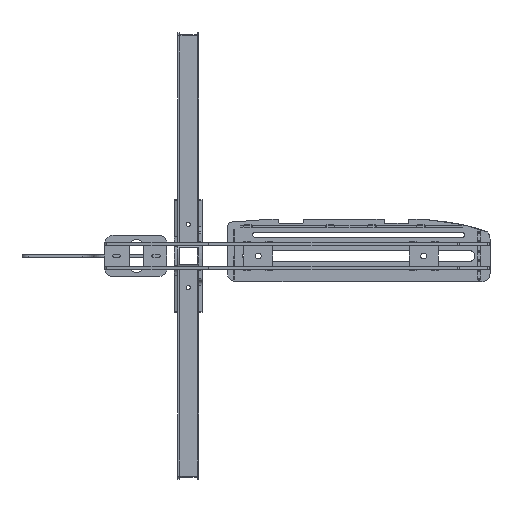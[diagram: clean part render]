
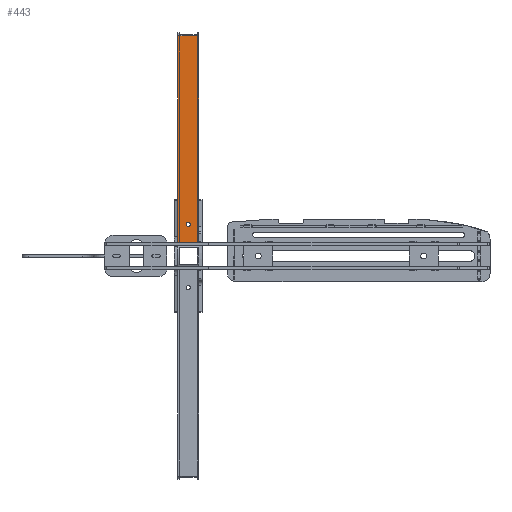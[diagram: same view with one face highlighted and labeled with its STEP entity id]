
A CAD part, left-side view. The second image highlights one B-rep face of the part: STEP entity #443.
In plain terms, the highlighted free-form (B-spline) face has degree [1, 1] with [2, 2] control points.
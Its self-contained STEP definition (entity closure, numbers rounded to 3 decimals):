
#230 = VERTEX_POINT('',#231);
#231 = CARTESIAN_POINT('',(-10.415,23.608,
    221.742));
#239 = EDGE_CURVE('',#240,#230,#242,.T.);
#240 = VERTEX_POINT('',#241);
#241 = CARTESIAN_POINT('',(-10.415,2.777,
    221.742));
#242 = B_SPLINE_CURVE_WITH_KNOTS('',1,(#243,#244),.UNSPECIFIED.,.F.,.F.,
  (2,2),(0.,15.),.PIECEWISE_BEZIER_KNOTS.);
#243 = CARTESIAN_POINT('',(-10.415,2.777,
    221.742));
#244 = CARTESIAN_POINT('',(-10.415,23.608,
    221.742));
#443 = ADVANCED_FACE('',(#444,#466),#480,.T.);
#444 = FACE_BOUND('',#445,.T.);
#445 = EDGE_LOOP('',(#446,#447,#454,#461));
#446 = ORIENTED_EDGE('',*,*,#239,.T.);
#447 = ORIENTED_EDGE('',*,*,#448,.F.);
#448 = EDGE_CURVE('',#449,#230,#451,.T.);
#449 = VERTEX_POINT('',#450);
#450 = CARTESIAN_POINT('',(-10.415,23.608,
    10.415));
#451 = B_SPLINE_CURVE_WITH_KNOTS('',1,(#452,#453),.UNSPECIFIED.,.F.,.F.,
  (2,2),(0.,152.175),.PIECEWISE_BEZIER_KNOTS.);
#452 = CARTESIAN_POINT('',(-10.415,23.608,
    10.415));
#453 = CARTESIAN_POINT('',(-10.415,23.608,
    221.742));
#454 = ORIENTED_EDGE('',*,*,#455,.T.);
#455 = EDGE_CURVE('',#449,#456,#458,.T.);
#456 = VERTEX_POINT('',#457);
#457 = CARTESIAN_POINT('',(-10.415,2.777,
    10.415));
#458 = B_SPLINE_CURVE_WITH_KNOTS('',1,(#459,#460),.UNSPECIFIED.,.F.,.F.,
  (2,2),(-0.,15.),.PIECEWISE_BEZIER_KNOTS.);
#459 = CARTESIAN_POINT('',(-10.415,23.608,
    10.415));
#460 = CARTESIAN_POINT('',(-10.415,2.777,
    10.415));
#461 = ORIENTED_EDGE('',*,*,#462,.T.);
#462 = EDGE_CURVE('',#456,#240,#463,.T.);
#463 = B_SPLINE_CURVE_WITH_KNOTS('',1,(#464,#465),.UNSPECIFIED.,.F.,.F.,
  (2,2),(0.,152.175),.PIECEWISE_BEZIER_KNOTS.);
#464 = CARTESIAN_POINT('',(-10.415,2.777,
    10.415));
#465 = CARTESIAN_POINT('',(-10.415,2.777,
    221.742));
#466 = FACE_BOUND('',#467,.T.);
#467 = EDGE_LOOP('',(#468));
#468 = ORIENTED_EDGE('',*,*,#469,.T.);
#469 = EDGE_CURVE('',#470,#470,#472,.T.);
#470 = VERTEX_POINT('',#471);
#471 = CARTESIAN_POINT('',(-10.415,13.193,
    29.857));
#472 = ( BOUNDED_CURVE() B_SPLINE_CURVE(2,(#473,#474,#475,#476,#477,#478
,#479),.UNSPECIFIED.,.T.,.F.) B_SPLINE_CURVE_WITH_KNOTS((3,2,2,3),(
    3.142,5.236,7.33,9.425),
.PIECEWISE_BEZIER_KNOTS.) CURVE() GEOMETRIC_REPRESENTATION_ITEM() 
RATIONAL_B_SPLINE_CURVE((1.,0.5,1.,0.5,1.,0.5,1.)) REPRESENTATION_ITEM(
  '') );
#473 = CARTESIAN_POINT('',(-10.415,13.193,
    29.857));
#474 = CARTESIAN_POINT('',(-10.415,16.801,
    29.857));
#475 = CARTESIAN_POINT('',(-10.415,14.997,
    32.982));
#476 = CARTESIAN_POINT('',(-10.415,13.193,
    36.106));
#477 = CARTESIAN_POINT('',(-10.415,11.389,
    32.982));
#478 = CARTESIAN_POINT('',(-10.415,9.585,
    29.857));
#479 = CARTESIAN_POINT('',(-10.415,13.193,
    29.857));
#480 = B_SPLINE_SURFACE_WITH_KNOTS('',1,1,(
    (#481,#482)
    ,(#483,#484
    )),.UNSPECIFIED.,.F.,.F.,.F.,(2,2),(2,2),(0.,15.),(
    0.,152.175),.PIECEWISE_BEZIER_KNOTS.);
#481 = CARTESIAN_POINT('',(-10.415,23.608,
    10.415));
#482 = CARTESIAN_POINT('',(-10.415,23.608,
    221.742));
#483 = CARTESIAN_POINT('',(-10.415,2.777,
    10.415));
#484 = CARTESIAN_POINT('',(-10.415,2.777,
    221.742));
